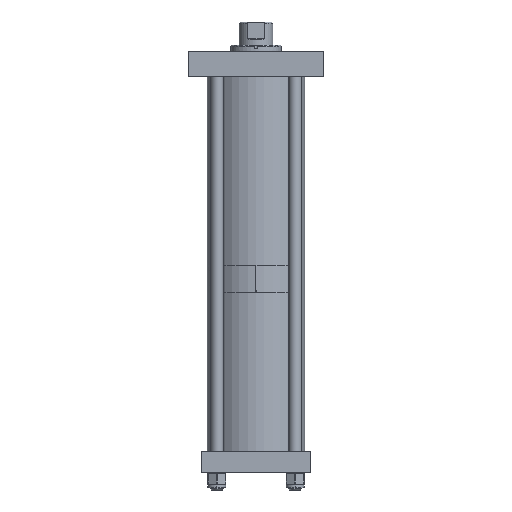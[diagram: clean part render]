
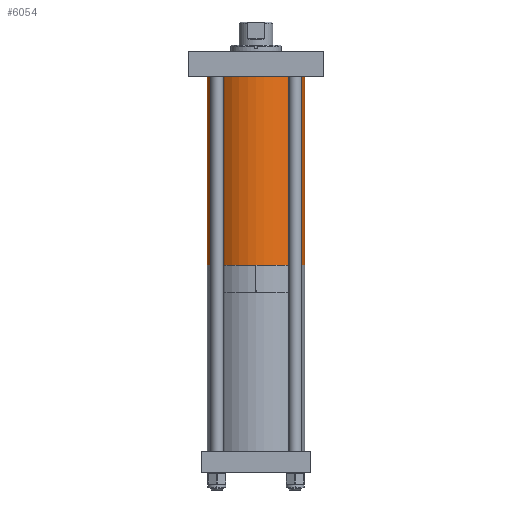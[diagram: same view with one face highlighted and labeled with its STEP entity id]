
A CAD part, front view. The second image highlights one B-rep face of the part: STEP entity #6054.
In plain terms, the highlighted cylindrical face has radius 73.025 mm (diameter 146.05 mm), a partial arc.
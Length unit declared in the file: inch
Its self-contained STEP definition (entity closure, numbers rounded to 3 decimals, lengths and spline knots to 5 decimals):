
#182 = AXIS2_PLACEMENT_3D ( 'NONE', #3906, #9655, #5227 ) ;
#250 = VECTOR ( 'NONE', #656, 39.37008 ) ;
#400 = CARTESIAN_POINT ( 'NONE',  ( 0., 0., 2.875 ) ) ;
#510 = CARTESIAN_POINT ( 'NONE',  ( 11.141, 0., 0. ) ) ;
#515 = CYLINDRICAL_SURFACE ( 'NONE', #7145, 2.875 ) ;
#656 = DIRECTION ( 'NONE',  ( -1., 0., 0. ) ) ;
#1748 = VERTEX_POINT ( 'NONE', #9774 ) ;
#1823 = DIRECTION ( 'NONE',  ( 0., 0., -1. ) ) ;
#1827 = DIRECTION ( 'NONE',  ( -1., 0., 0. ) ) ;
#1962 = CIRCLE ( 'NONE', #182, 2.875 ) ;
#3437 = VERTEX_POINT ( 'NONE', #6889 ) ;
#3544 = ORIENTED_EDGE ( 'NONE', *, *, #7605, .T. ) ;
#3654 = CARTESIAN_POINT ( 'NONE',  ( 11.141, 0., -2.875 ) ) ;
#3725 = ORIENTED_EDGE ( 'NONE', *, *, #9766, .T. ) ;
#3870 = EDGE_CURVE ( 'NONE', #6627, #1748, #8069, .T. ) ;
#3894 = VECTOR ( 'NONE', #9392, 39.37008 ) ;
#3906 = CARTESIAN_POINT ( 'NONE',  ( 0., 0., 0. ) ) ;
#4674 = ORIENTED_EDGE ( 'NONE', *, *, #3870, .F. ) ;
#5040 = CARTESIAN_POINT ( 'NONE',  ( 11.141, 0., 2.875 ) ) ;
#5227 = DIRECTION ( 'NONE',  ( 0., 0., -1. ) ) ;
#6054 = ADVANCED_FACE ( 'NONE', ( #9842 ), #515, .T. ) ;
#6213 = DIRECTION ( 'NONE',  ( 1., 0., 0. ) ) ;
#6215 = CARTESIAN_POINT ( 'NONE',  ( 11.141, 0., 0. ) ) ;
#6324 = AXIS2_PLACEMENT_3D ( 'NONE', #510, #6213, #1823 ) ;
#6465 = EDGE_LOOP ( 'NONE', ( #4674, #7611, #3544, #3725 ) ) ;
#6627 = VERTEX_POINT ( 'NONE', #9218 ) ;
#6679 = VERTEX_POINT ( 'NONE', #400 ) ;
#6889 = CARTESIAN_POINT ( 'NONE',  ( 11.141, 0., 2.875 ) ) ;
#7145 = AXIS2_PLACEMENT_3D ( 'NONE', #6215, #1827, #7515 ) ;
#7515 = DIRECTION ( 'NONE',  ( 0., 0., 1. ) ) ;
#7605 = EDGE_CURVE ( 'NONE', #3437, #6679, #9477, .T. ) ;
#7611 = ORIENTED_EDGE ( 'NONE', *, *, #7896, .F. ) ;
#7896 = EDGE_CURVE ( 'NONE', #3437, #6627, #8140, .T. ) ;
#8069 = LINE ( 'NONE', #3654, #3894 ) ;
#8140 = CIRCLE ( 'NONE', #6324, 2.875 ) ;
#9218 = CARTESIAN_POINT ( 'NONE',  ( 11.141, 0., -2.875 ) ) ;
#9392 = DIRECTION ( 'NONE',  ( -1., 0., 0. ) ) ;
#9477 = LINE ( 'NONE', #5040, #250 ) ;
#9655 = DIRECTION ( 'NONE',  ( 1., 0., 0. ) ) ;
#9766 = EDGE_CURVE ( 'NONE', #6679, #1748, #1962, .T. ) ;
#9774 = CARTESIAN_POINT ( 'NONE',  ( 0., 0., -2.875 ) ) ;
#9842 = FACE_OUTER_BOUND ( 'NONE', #6465, .T. ) ;
